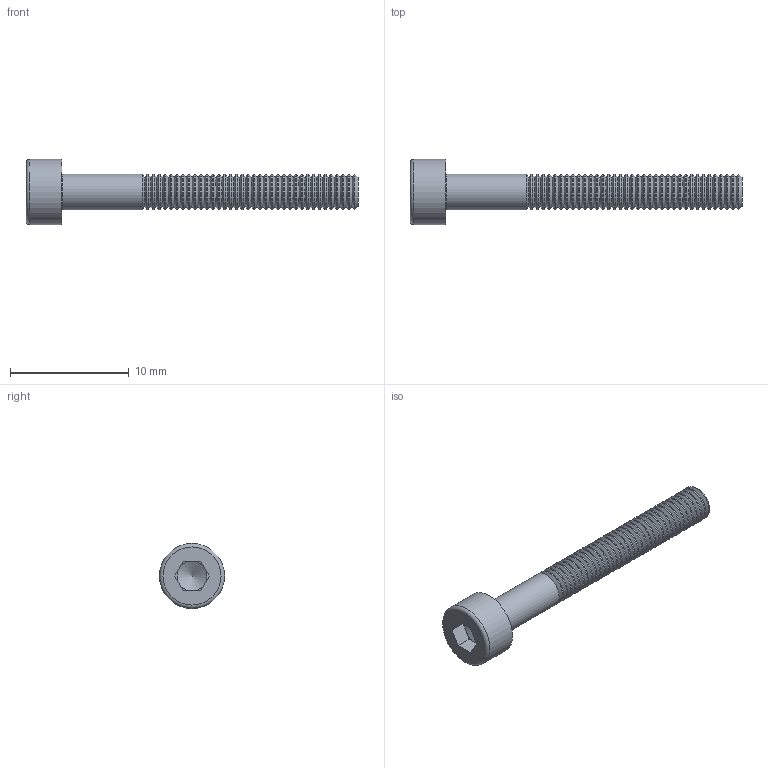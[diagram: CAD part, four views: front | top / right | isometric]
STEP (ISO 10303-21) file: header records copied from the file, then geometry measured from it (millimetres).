
FILE_DESCRIPTION (( 'STEP AP203' ), '1' );
FILE_NAME ('Âèíò ñ âíóòðåííèì øåñòèãðàííèêîì DIN912 Ì3õ25 (íåïîëíàÿ ðåçüáà).STEP', '2024-03-26T06:08:53', ( '' ), ( '' ), 'SwSTEP 2.0', 'SolidWorks 2021', '' );
FILE_SCHEMA (( 'CONFIG_CONTROL_DESIGN' ));
Length unit declared in the file: millimetre
Products named in the file (1): Âèíò ñ âíóòðåííèì øåñòèãðàííèêîì DIN912 Ì3õ25 (íåïîëíàÿ ðåçüáà)
Bounding box: 28 x 5.5 x 5.5 mm (x, y, z)
Volume: 221.5 mm3; surface area: 420.1 mm2
Topology: 1 solids, 1 shells, 129 faces, 262 edges, 136 vertices
Faces by surface type: cone 74, cylinder 38, plane 15, torus 2
Full cylindrical faces by diameter (mm): 3 x37, 5.5 x1
Entity records: 2749 total; most frequent: DIRECTION 526, CARTESIAN_POINT 408, ORIENTED_EDGE 290, AXIS2_PLACEMENT_3D 251, EDGE_LOOP 244, FACE_OUTER_BOUND 169, EDGE_CURVE 145, VERTEX_POINT 133
